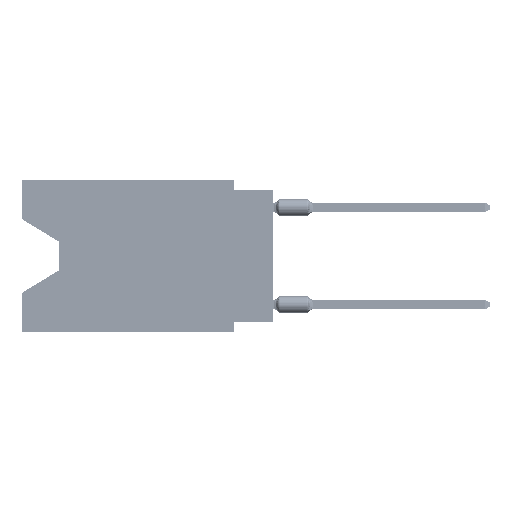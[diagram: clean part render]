
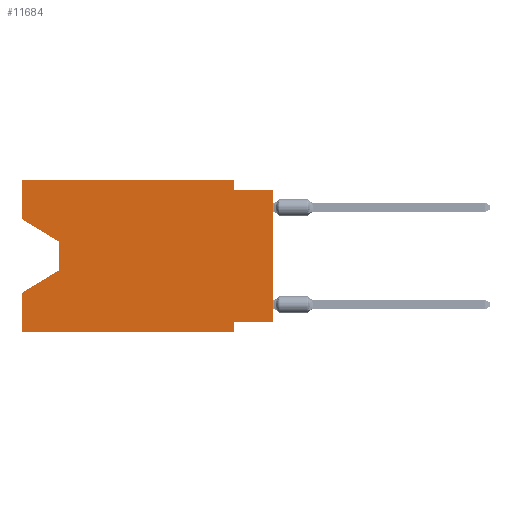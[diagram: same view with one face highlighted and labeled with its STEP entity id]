
A CAD part, left-side view. The second image highlights one B-rep face of the part: STEP entity #11684.
In plain terms, the highlighted planar face has unit normal (-1, 0, 0).
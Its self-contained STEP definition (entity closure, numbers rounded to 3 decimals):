
#3782 = CARTESIAN_POINT ( 'NONE',  ( 0., 13.97, -4.013 ) ) ;
#4336 = VERTEX_POINT ( 'NONE', #44374 ) ;
#4566 = DIRECTION ( 'NONE',  ( 0., 0., -1. ) ) ;
#4748 = VERTEX_POINT ( 'NONE', #76636 ) ;
#5162 = CARTESIAN_POINT ( 'NONE',  ( 0., 13.97, -4.013 ) ) ;
#6245 = LINE ( 'NONE', #31426, #31218 ) ;
#7985 = EDGE_CURVE ( 'NONE', #4748, #40040, #9109, .T. ) ;
#8706 = VERTEX_POINT ( 'NONE', #51791 ) ;
#9109 = LINE ( 'NONE', #54896, #65138 ) ;
#9177 = LINE ( 'NONE', #30879, #17241 ) ;
#9266 = VERTEX_POINT ( 'NONE', #54503 ) ;
#9467 = VERTEX_POINT ( 'NONE', #24213 ) ;
#11684 = ADVANCED_FACE ( 'NONE', ( #82730 ), #38148, .F. ) ;
#13645 = CARTESIAN_POINT ( 'NONE',  ( 0., 0., -0.635 ) ) ;
#14437 = CARTESIAN_POINT ( 'NONE',  ( 0., 2.54, 0. ) ) ;
#14852 = LINE ( 'NONE', #14437, #49631 ) ;
#15373 = LINE ( 'NONE', #71722, #38017 ) ;
#15464 = VECTOR ( 'NONE', #69585, 1000. ) ;
#15635 = EDGE_CURVE ( 'NONE', #19681, #4336, #70405, .T. ) ;
#16730 = LINE ( 'NONE', #48679, #18318 ) ;
#17213 = ORIENTED_EDGE ( 'NONE', *, *, #81830, .T. ) ;
#17241 = VECTOR ( 'NONE', #56106, 1000. ) ;
#17660 = ORIENTED_EDGE ( 'NONE', *, *, #21103, .F. ) ;
#18056 = VECTOR ( 'NONE', #38061, 1000. ) ;
#18318 = VECTOR ( 'NONE', #35219, 1000. ) ;
#18414 = DIRECTION ( 'NONE',  ( 1., 0., 0. ) ) ;
#18438 = EDGE_CURVE ( 'NONE', #9266, #63845, #75081, .T. ) ;
#18966 = LINE ( 'NONE', #25681, #49496 ) ;
#19681 = VERTEX_POINT ( 'NONE', #72143 ) ;
#20210 = CARTESIAN_POINT ( 'NONE',  ( 0., 16.383, -2.546 ) ) ;
#21103 = EDGE_CURVE ( 'NONE', #65497, #70897, #56129, .T. ) ;
#23223 = LINE ( 'NONE', #5162, #48202 ) ;
#24213 = CARTESIAN_POINT ( 'NONE',  ( 0., 2.54, -9.906 ) ) ;
#25263 = DIRECTION ( 'NONE',  ( 0., 0., -1. ) ) ;
#25345 = CARTESIAN_POINT ( 'NONE',  ( 0., 16.383, 0. ) ) ;
#25681 = CARTESIAN_POINT ( 'NONE',  ( 0., 2.54, -9.906 ) ) ;
#26207 = ORIENTED_EDGE ( 'NONE', *, *, #78862, .F. ) ;
#30170 = CARTESIAN_POINT ( 'NONE',  ( 0., 16.383, 0. ) ) ;
#30769 = DIRECTION ( 'NONE',  ( 0., 0., -1. ) ) ;
#30879 = CARTESIAN_POINT ( 'NONE',  ( 0., 16.383, -9.906 ) ) ;
#31218 = VECTOR ( 'NONE', #57893, 1000. ) ;
#31313 = CARTESIAN_POINT ( 'NONE',  ( 0., 16.383, 0. ) ) ;
#31426 = CARTESIAN_POINT ( 'NONE',  ( 0., 16.383, -2.546 ) ) ;
#35219 = DIRECTION ( 'NONE',  ( 0., 0., 1. ) ) ;
#37645 = VERTEX_POINT ( 'NONE', #59072 ) ;
#38017 = VECTOR ( 'NONE', #72549, 1000. ) ;
#38061 = DIRECTION ( 'NONE',  ( 0., -1., 0. ) ) ;
#38148 = PLANE ( 'NONE',  #75043 ) ;
#39267 = CARTESIAN_POINT ( 'NONE',  ( 0., 0., -9.271 ) ) ;
#40040 = VERTEX_POINT ( 'NONE', #65928 ) ;
#41112 = EDGE_CURVE ( 'NONE', #8706, #9266, #14852, .T. ) ;
#43886 = EDGE_CURVE ( 'NONE', #37645, #40040, #15373, .T. ) ;
#44374 = CARTESIAN_POINT ( 'NONE',  ( 0., 2.54, -9.271 ) ) ;
#47352 = ORIENTED_EDGE ( 'NONE', *, *, #55129, .T. ) ;
#48202 = VECTOR ( 'NONE', #30769, 1000. ) ;
#48679 = CARTESIAN_POINT ( 'NONE',  ( 0., 0., 0. ) ) ;
#49496 = VECTOR ( 'NONE', #25263, 1000. ) ;
#49558 = ORIENTED_EDGE ( 'NONE', *, *, #15635, .F. ) ;
#49631 = VECTOR ( 'NONE', #58160, 1000. ) ;
#50027 = ORIENTED_EDGE ( 'NONE', *, *, #43886, .T. ) ;
#50325 = VERTEX_POINT ( 'NONE', #3782 ) ;
#51791 = CARTESIAN_POINT ( 'NONE',  ( 0., 2.54, 0. ) ) ;
#52262 = LINE ( 'NONE', #71604, #77365 ) ;
#52693 = ORIENTED_EDGE ( 'NONE', *, *, #52858, .F. ) ;
#52858 = EDGE_CURVE ( 'NONE', #4336, #9467, #18966, .T. ) ;
#53917 = ORIENTED_EDGE ( 'NONE', *, *, #7985, .F. ) ;
#54432 = EDGE_LOOP ( 'NONE', ( #47352, #17213, #50027, #53917, #81588, #52693, #49558, #54762, #61988, #81404, #26207, #17660 ) ) ;
#54482 = DIRECTION ( 'NONE',  ( 0., 0., 1. ) ) ;
#54503 = CARTESIAN_POINT ( 'NONE',  ( 0., 2.54, -0.635 ) ) ;
#54762 = ORIENTED_EDGE ( 'NONE', *, *, #61893, .T. ) ;
#54896 = CARTESIAN_POINT ( 'NONE',  ( 0., 16.383, 0. ) ) ;
#55129 = EDGE_CURVE ( 'NONE', #65497, #50325, #6245, .T. ) ;
#55169 = VECTOR ( 'NONE', #71232, 1000. ) ;
#56106 = DIRECTION ( 'NONE',  ( 0., -1., 0. ) ) ;
#56129 = LINE ( 'NONE', #31313, #15464 ) ;
#57893 = DIRECTION ( 'NONE',  ( 0., -0.855, -0.519 ) ) ;
#58160 = DIRECTION ( 'NONE',  ( 0., 0., -1. ) ) ;
#59072 = CARTESIAN_POINT ( 'NONE',  ( 0., 13.97, -5.893 ) ) ;
#59804 = DIRECTION ( 'NONE',  ( 0., -1., 0. ) ) ;
#61893 = EDGE_CURVE ( 'NONE', #19681, #63845, #16730, .T. ) ;
#61988 = ORIENTED_EDGE ( 'NONE', *, *, #18438, .F. ) ;
#63845 = VERTEX_POINT ( 'NONE', #13645 ) ;
#65138 = VECTOR ( 'NONE', #54482, 1000. ) ;
#65497 = VERTEX_POINT ( 'NONE', #20210 ) ;
#65928 = CARTESIAN_POINT ( 'NONE',  ( 0., 16.383, -7.36 ) ) ;
#69585 = DIRECTION ( 'NONE',  ( 0., 0., 1. ) ) ;
#70016 = CARTESIAN_POINT ( 'NONE',  ( 0., 0., -0.635 ) ) ;
#70405 = LINE ( 'NONE', #39267, #55169 ) ;
#70897 = VERTEX_POINT ( 'NONE', #25345 ) ;
#71232 = DIRECTION ( 'NONE',  ( 0., 1., 0. ) ) ;
#71604 = CARTESIAN_POINT ( 'NONE',  ( 0., 16.383, 0. ) ) ;
#71722 = CARTESIAN_POINT ( 'NONE',  ( 0., 13.97, -5.893 ) ) ;
#72143 = CARTESIAN_POINT ( 'NONE',  ( 0., 0., -9.271 ) ) ;
#72549 = DIRECTION ( 'NONE',  ( 0., 0.855, -0.519 ) ) ;
#75043 = AXIS2_PLACEMENT_3D ( 'NONE', #30170, #18414, #4566 ) ;
#75081 = LINE ( 'NONE', #70016, #18056 ) ;
#76636 = CARTESIAN_POINT ( 'NONE',  ( 0., 16.383, -9.906 ) ) ;
#77365 = VECTOR ( 'NONE', #59804, 1000. ) ;
#78862 = EDGE_CURVE ( 'NONE', #70897, #8706, #52262, .T. ) ;
#81156 = EDGE_CURVE ( 'NONE', #4748, #9467, #9177, .T. ) ;
#81404 = ORIENTED_EDGE ( 'NONE', *, *, #41112, .F. ) ;
#81588 = ORIENTED_EDGE ( 'NONE', *, *, #81156, .T. ) ;
#81830 = EDGE_CURVE ( 'NONE', #50325, #37645, #23223, .T. ) ;
#82730 = FACE_OUTER_BOUND ( 'NONE', #54432, .T. ) ;
